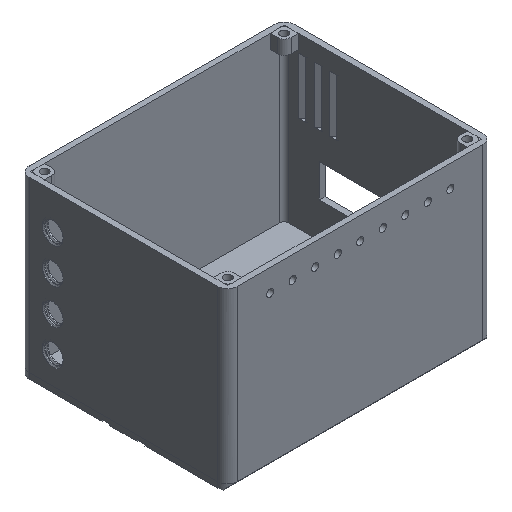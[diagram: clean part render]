
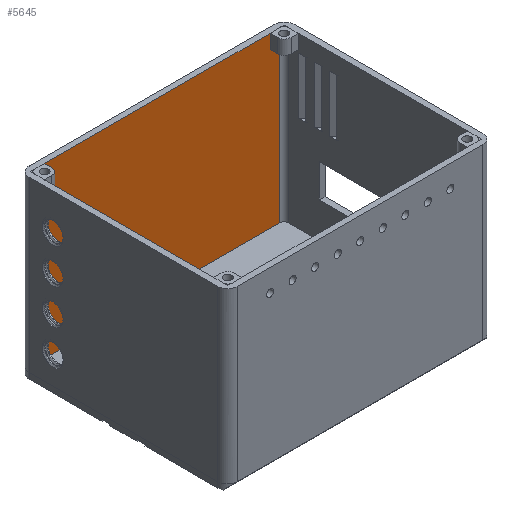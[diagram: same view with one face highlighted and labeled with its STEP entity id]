
A CAD part, isometric view. The second image highlights one B-rep face of the part: STEP entity #5645.
In plain terms, the highlighted planar face has unit normal (0, -1, 0).
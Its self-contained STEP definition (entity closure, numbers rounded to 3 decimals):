
#129 = PLANE('',#130);
#130 = AXIS2_PLACEMENT_3D('',#131,#132,#133);
#131 = CARTESIAN_POINT('',(0.,0.,120.));
#132 = DIRECTION('',(0.,0.,1.));
#133 = DIRECTION('',(1.,0.,0.));
#740 = VERTEX_POINT('',#741);
#741 = CARTESIAN_POINT('',(-80.,70.,120.));
#762 = EDGE_CURVE('',#763,#740,#765,.T.);
#763 = VERTEX_POINT('',#764);
#764 = CARTESIAN_POINT('',(80.,70.,120.));
#765 = SURFACE_CURVE('',#766,(#770,#777),.PCURVE_S1.);
#766 = LINE('',#767,#768);
#767 = CARTESIAN_POINT('',(87.,70.,120.));
#768 = VECTOR('',#769,1.);
#769 = DIRECTION('',(-1.,0.,0.));
#770 = PCURVE('',#129,#771);
#771 = DEFINITIONAL_REPRESENTATION('',(#772),#776);
#772 = LINE('',#773,#774);
#773 = CARTESIAN_POINT('',(87.,70.));
#774 = VECTOR('',#775,1.);
#775 = DIRECTION('',(-1.,0.));
#776 = ( GEOMETRIC_REPRESENTATION_CONTEXT(2) 
PARAMETRIC_REPRESENTATION_CONTEXT() REPRESENTATION_CONTEXT('2D SPACE',''
  ) );
#777 = PCURVE('',#778,#783);
#778 = PLANE('',#779);
#779 = AXIS2_PLACEMENT_3D('',#780,#781,#782);
#780 = CARTESIAN_POINT('',(87.,70.,0.));
#781 = DIRECTION('',(0.,-1.,0.));
#782 = DIRECTION('',(-1.,0.,0.));
#783 = DEFINITIONAL_REPRESENTATION('',(#784),#788);
#784 = LINE('',#785,#786);
#785 = CARTESIAN_POINT('',(0.,-120.));
#786 = VECTOR('',#787,1.);
#787 = DIRECTION('',(1.,0.));
#788 = ( GEOMETRIC_REPRESENTATION_CONTEXT(2) 
PARAMETRIC_REPRESENTATION_CONTEXT() REPRESENTATION_CONTEXT('2D SPACE',''
  ) );
#1169 = PLANE('',#1170);
#1170 = AXIS2_PLACEMENT_3D('',#1171,#1172,#1173);
#1171 = CARTESIAN_POINT('',(0.,0.,0.));
#1172 = DIRECTION('',(0.,0.,1.));
#1173 = DIRECTION('',(1.,0.,0.));
#5086 = PLANE('',#5087);
#5087 = AXIS2_PLACEMENT_3D('',#5088,#5089,#5090);
#5088 = CARTESIAN_POINT('',(0.,0.,110.));
#5089 = DIRECTION('',(0.,0.,1.));
#5090 = DIRECTION('',(1.,0.,0.));
#5112 = CYLINDRICAL_SURFACE('',#5113,3.);
#5113 = AXIS2_PLACEMENT_3D('',#5114,#5115,#5116);
#5114 = CARTESIAN_POINT('',(87.,67.,0.));
#5115 = DIRECTION('',(-0.,-0.,-1.));
#5116 = DIRECTION('',(1.,0.,0.));
#5519 = PLANE('',#5520);
#5520 = AXIS2_PLACEMENT_3D('',#5521,#5522,#5523);
#5521 = CARTESIAN_POINT('',(80.,70.,120.));
#5522 = DIRECTION('',(-1.,0.,0.));
#5523 = DIRECTION('',(0.,-1.,0.));
#5645 = ADVANCED_FACE('',(#5646),#778,.T.);
#5646 = FACE_BOUND('',#5647,.T.);
#5647 = EDGE_LOOP('',(#5648,#5673,#5696,#5719,#5740,#5741,#5769,#5797));
#5648 = ORIENTED_EDGE('',*,*,#5649,.F.);
#5649 = EDGE_CURVE('',#5650,#5652,#5654,.T.);
#5650 = VERTEX_POINT('',#5651);
#5651 = CARTESIAN_POINT('',(87.,70.,0.));
#5652 = VERTEX_POINT('',#5653);
#5653 = CARTESIAN_POINT('',(-87.,70.,0.));
#5654 = SURFACE_CURVE('',#5655,(#5659,#5666),.PCURVE_S1.);
#5655 = LINE('',#5656,#5657);
#5656 = CARTESIAN_POINT('',(87.,70.,0.));
#5657 = VECTOR('',#5658,1.);
#5658 = DIRECTION('',(-1.,0.,0.));
#5659 = PCURVE('',#778,#5660);
#5660 = DEFINITIONAL_REPRESENTATION('',(#5661),#5665);
#5661 = LINE('',#5662,#5663);
#5662 = CARTESIAN_POINT('',(0.,-0.));
#5663 = VECTOR('',#5664,1.);
#5664 = DIRECTION('',(1.,0.));
#5665 = ( GEOMETRIC_REPRESENTATION_CONTEXT(2) 
PARAMETRIC_REPRESENTATION_CONTEXT() REPRESENTATION_CONTEXT('2D SPACE',''
  ) );
#5666 = PCURVE('',#1169,#5667);
#5667 = DEFINITIONAL_REPRESENTATION('',(#5668),#5672);
#5668 = LINE('',#5669,#5670);
#5669 = CARTESIAN_POINT('',(87.,70.));
#5670 = VECTOR('',#5671,1.);
#5671 = DIRECTION('',(-1.,0.));
#5672 = ( GEOMETRIC_REPRESENTATION_CONTEXT(2) 
PARAMETRIC_REPRESENTATION_CONTEXT() REPRESENTATION_CONTEXT('2D SPACE',''
  ) );
#5673 = ORIENTED_EDGE('',*,*,#5674,.T.);
#5674 = EDGE_CURVE('',#5650,#5675,#5677,.T.);
#5675 = VERTEX_POINT('',#5676);
#5676 = CARTESIAN_POINT('',(87.,70.,110.));
#5677 = SURFACE_CURVE('',#5678,(#5682,#5689),.PCURVE_S1.);
#5678 = LINE('',#5679,#5680);
#5679 = CARTESIAN_POINT('',(87.,70.,0.));
#5680 = VECTOR('',#5681,1.);
#5681 = DIRECTION('',(0.,0.,1.));
#5682 = PCURVE('',#778,#5683);
#5683 = DEFINITIONAL_REPRESENTATION('',(#5684),#5688);
#5684 = LINE('',#5685,#5686);
#5685 = CARTESIAN_POINT('',(0.,-0.));
#5686 = VECTOR('',#5687,1.);
#5687 = DIRECTION('',(0.,-1.));
#5688 = ( GEOMETRIC_REPRESENTATION_CONTEXT(2) 
PARAMETRIC_REPRESENTATION_CONTEXT() REPRESENTATION_CONTEXT('2D SPACE',''
  ) );
#5689 = PCURVE('',#5112,#5690);
#5690 = DEFINITIONAL_REPRESENTATION('',(#5691),#5695);
#5691 = LINE('',#5692,#5693);
#5692 = CARTESIAN_POINT('',(-1.571,0.));
#5693 = VECTOR('',#5694,1.);
#5694 = DIRECTION('',(-0.,-1.));
#5695 = ( GEOMETRIC_REPRESENTATION_CONTEXT(2) 
PARAMETRIC_REPRESENTATION_CONTEXT() REPRESENTATION_CONTEXT('2D SPACE',''
  ) );
#5696 = ORIENTED_EDGE('',*,*,#5697,.T.);
#5697 = EDGE_CURVE('',#5675,#5698,#5700,.T.);
#5698 = VERTEX_POINT('',#5699);
#5699 = CARTESIAN_POINT('',(80.,70.,110.));
#5700 = SURFACE_CURVE('',#5701,(#5705,#5712),.PCURVE_S1.);
#5701 = LINE('',#5702,#5703);
#5702 = CARTESIAN_POINT('',(90.,70.,110.));
#5703 = VECTOR('',#5704,1.);
#5704 = DIRECTION('',(-1.,0.,0.));
#5705 = PCURVE('',#778,#5706);
#5706 = DEFINITIONAL_REPRESENTATION('',(#5707),#5711);
#5707 = LINE('',#5708,#5709);
#5708 = CARTESIAN_POINT('',(-3.,-110.));
#5709 = VECTOR('',#5710,1.);
#5710 = DIRECTION('',(1.,0.));
#5711 = ( GEOMETRIC_REPRESENTATION_CONTEXT(2) 
PARAMETRIC_REPRESENTATION_CONTEXT() REPRESENTATION_CONTEXT('2D SPACE',''
  ) );
#5712 = PCURVE('',#5086,#5713);
#5713 = DEFINITIONAL_REPRESENTATION('',(#5714),#5718);
#5714 = LINE('',#5715,#5716);
#5715 = CARTESIAN_POINT('',(90.,70.));
#5716 = VECTOR('',#5717,1.);
#5717 = DIRECTION('',(-1.,0.));
#5718 = ( GEOMETRIC_REPRESENTATION_CONTEXT(2) 
PARAMETRIC_REPRESENTATION_CONTEXT() REPRESENTATION_CONTEXT('2D SPACE',''
  ) );
#5719 = ORIENTED_EDGE('',*,*,#5720,.F.);
#5720 = EDGE_CURVE('',#763,#5698,#5721,.T.);
#5721 = SURFACE_CURVE('',#5722,(#5726,#5733),.PCURVE_S1.);
#5722 = LINE('',#5723,#5724);
#5723 = CARTESIAN_POINT('',(80.,70.,120.));
#5724 = VECTOR('',#5725,1.);
#5725 = DIRECTION('',(-0.,-0.,-1.));
#5726 = PCURVE('',#778,#5727);
#5727 = DEFINITIONAL_REPRESENTATION('',(#5728),#5732);
#5728 = LINE('',#5729,#5730);
#5729 = CARTESIAN_POINT('',(7.,-120.));
#5730 = VECTOR('',#5731,1.);
#5731 = DIRECTION('',(0.,1.));
#5732 = ( GEOMETRIC_REPRESENTATION_CONTEXT(2) 
PARAMETRIC_REPRESENTATION_CONTEXT() REPRESENTATION_CONTEXT('2D SPACE',''
  ) );
#5733 = PCURVE('',#5519,#5734);
#5734 = DEFINITIONAL_REPRESENTATION('',(#5735),#5739);
#5735 = LINE('',#5736,#5737);
#5736 = CARTESIAN_POINT('',(0.,0.));
#5737 = VECTOR('',#5738,1.);
#5738 = DIRECTION('',(0.,-1.));
#5739 = ( GEOMETRIC_REPRESENTATION_CONTEXT(2) 
PARAMETRIC_REPRESENTATION_CONTEXT() REPRESENTATION_CONTEXT('2D SPACE',''
  ) );
#5740 = ORIENTED_EDGE('',*,*,#762,.T.);
#5741 = ORIENTED_EDGE('',*,*,#5742,.T.);
#5742 = EDGE_CURVE('',#740,#5743,#5745,.T.);
#5743 = VERTEX_POINT('',#5744);
#5744 = CARTESIAN_POINT('',(-80.,70.,110.));
#5745 = SURFACE_CURVE('',#5746,(#5750,#5757),.PCURVE_S1.);
#5746 = LINE('',#5747,#5748);
#5747 = CARTESIAN_POINT('',(-80.,70.,120.));
#5748 = VECTOR('',#5749,1.);
#5749 = DIRECTION('',(-0.,-0.,-1.));
#5750 = PCURVE('',#778,#5751);
#5751 = DEFINITIONAL_REPRESENTATION('',(#5752),#5756);
#5752 = LINE('',#5753,#5754);
#5753 = CARTESIAN_POINT('',(167.,-120.));
#5754 = VECTOR('',#5755,1.);
#5755 = DIRECTION('',(0.,1.));
#5756 = ( GEOMETRIC_REPRESENTATION_CONTEXT(2) 
PARAMETRIC_REPRESENTATION_CONTEXT() REPRESENTATION_CONTEXT('2D SPACE',''
  ) );
#5757 = PCURVE('',#5758,#5763);
#5758 = PLANE('',#5759);
#5759 = AXIS2_PLACEMENT_3D('',#5760,#5761,#5762);
#5760 = CARTESIAN_POINT('',(-80.,60.,120.));
#5761 = DIRECTION('',(1.,0.,0.));
#5762 = DIRECTION('',(0.,1.,0.));
#5763 = DEFINITIONAL_REPRESENTATION('',(#5764),#5768);
#5764 = LINE('',#5765,#5766);
#5765 = CARTESIAN_POINT('',(10.,0.));
#5766 = VECTOR('',#5767,1.);
#5767 = DIRECTION('',(0.,-1.));
#5768 = ( GEOMETRIC_REPRESENTATION_CONTEXT(2) 
PARAMETRIC_REPRESENTATION_CONTEXT() REPRESENTATION_CONTEXT('2D SPACE',''
  ) );
#5769 = ORIENTED_EDGE('',*,*,#5770,.T.);
#5770 = EDGE_CURVE('',#5743,#5771,#5773,.T.);
#5771 = VERTEX_POINT('',#5772);
#5772 = CARTESIAN_POINT('',(-87.,70.,110.));
#5773 = SURFACE_CURVE('',#5774,(#5778,#5785),.PCURVE_S1.);
#5774 = LINE('',#5775,#5776);
#5775 = CARTESIAN_POINT('',(-80.,70.,110.));
#5776 = VECTOR('',#5777,1.);
#5777 = DIRECTION('',(-1.,0.,0.));
#5778 = PCURVE('',#778,#5779);
#5779 = DEFINITIONAL_REPRESENTATION('',(#5780),#5784);
#5780 = LINE('',#5781,#5782);
#5781 = CARTESIAN_POINT('',(167.,-110.));
#5782 = VECTOR('',#5783,1.);
#5783 = DIRECTION('',(1.,0.));
#5784 = ( GEOMETRIC_REPRESENTATION_CONTEXT(2) 
PARAMETRIC_REPRESENTATION_CONTEXT() REPRESENTATION_CONTEXT('2D SPACE',''
  ) );
#5785 = PCURVE('',#5786,#5791);
#5786 = PLANE('',#5787);
#5787 = AXIS2_PLACEMENT_3D('',#5788,#5789,#5790);
#5788 = CARTESIAN_POINT('',(0.,0.,110.));
#5789 = DIRECTION('',(0.,0.,1.));
#5790 = DIRECTION('',(1.,0.,0.));
#5791 = DEFINITIONAL_REPRESENTATION('',(#5792),#5796);
#5792 = LINE('',#5793,#5794);
#5793 = CARTESIAN_POINT('',(-80.,70.));
#5794 = VECTOR('',#5795,1.);
#5795 = DIRECTION('',(-1.,0.));
#5796 = ( GEOMETRIC_REPRESENTATION_CONTEXT(2) 
PARAMETRIC_REPRESENTATION_CONTEXT() REPRESENTATION_CONTEXT('2D SPACE',''
  ) );
#5797 = ORIENTED_EDGE('',*,*,#5798,.F.);
#5798 = EDGE_CURVE('',#5652,#5771,#5799,.T.);
#5799 = SURFACE_CURVE('',#5800,(#5804,#5811),.PCURVE_S1.);
#5800 = LINE('',#5801,#5802);
#5801 = CARTESIAN_POINT('',(-87.,70.,0.));
#5802 = VECTOR('',#5803,1.);
#5803 = DIRECTION('',(0.,0.,1.));
#5804 = PCURVE('',#778,#5805);
#5805 = DEFINITIONAL_REPRESENTATION('',(#5806),#5810);
#5806 = LINE('',#5807,#5808);
#5807 = CARTESIAN_POINT('',(174.,0.));
#5808 = VECTOR('',#5809,1.);
#5809 = DIRECTION('',(0.,-1.));
#5810 = ( GEOMETRIC_REPRESENTATION_CONTEXT(2) 
PARAMETRIC_REPRESENTATION_CONTEXT() REPRESENTATION_CONTEXT('2D SPACE',''
  ) );
#5811 = PCURVE('',#5812,#5817);
#5812 = CYLINDRICAL_SURFACE('',#5813,3.);
#5813 = AXIS2_PLACEMENT_3D('',#5814,#5815,#5816);
#5814 = CARTESIAN_POINT('',(-87.,67.,0.));
#5815 = DIRECTION('',(-0.,-0.,-1.));
#5816 = DIRECTION('',(1.,0.,0.));
#5817 = DEFINITIONAL_REPRESENTATION('',(#5818),#5822);
#5818 = LINE('',#5819,#5820);
#5819 = CARTESIAN_POINT('',(-1.571,0.));
#5820 = VECTOR('',#5821,1.);
#5821 = DIRECTION('',(-0.,-1.));
#5822 = ( GEOMETRIC_REPRESENTATION_CONTEXT(2) 
PARAMETRIC_REPRESENTATION_CONTEXT() REPRESENTATION_CONTEXT('2D SPACE',''
  ) );
